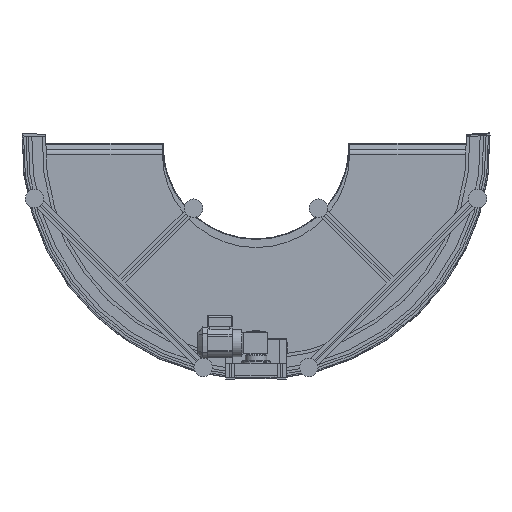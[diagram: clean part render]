
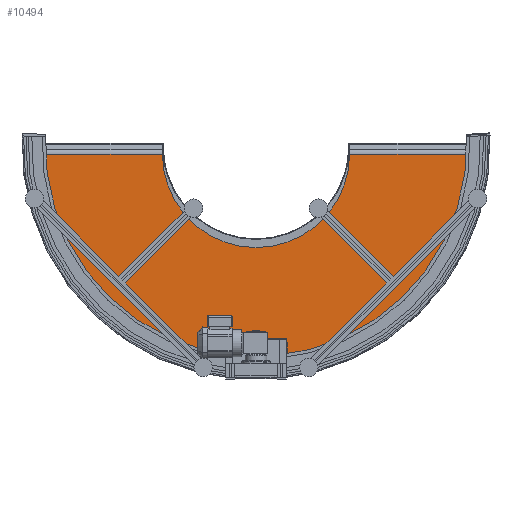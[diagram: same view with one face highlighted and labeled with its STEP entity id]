
A CAD part, front view. The second image highlights one B-rep face of the part: STEP entity #10494.
In plain terms, the highlighted face is planar.
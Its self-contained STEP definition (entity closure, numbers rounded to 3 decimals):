
#295=CIRCLE('',#11271,400.);
#298=CIRCLE('',#11276,900.);
#686=FACE_OUTER_BOUND('',#1291,.T.);
#1291=EDGE_LOOP('',(#6987,#6988,#6989,#6990));
#1957=LINE('',#15187,#3200);
#1958=LINE('',#15188,#3201);
#3200=VECTOR('',#12181,10.);
#3201=VECTOR('',#12182,10.);
#4438=VERTEX_POINT('',#15168);
#4439=VERTEX_POINT('',#15170);
#4442=VERTEX_POINT('',#15180);
#4443=VERTEX_POINT('',#15183);
#5440=EDGE_CURVE('',#4438,#4439,#295,.T.);
#5448=EDGE_CURVE('',#4442,#4443,#298,.T.);
#5449=EDGE_CURVE('',#4438,#4442,#1957,.T.);
#5450=EDGE_CURVE('',#4439,#4443,#1958,.T.);
#6987=ORIENTED_EDGE('',*,*,#5449,.T.);
#6988=ORIENTED_EDGE('',*,*,#5448,.T.);
#6989=ORIENTED_EDGE('',*,*,#5450,.F.);
#6990=ORIENTED_EDGE('',*,*,#5440,.F.);
#10035=PLANE('',#11277);
#10494=ADVANCED_FACE('',(#686),#10035,.T.);
#11271=AXIS2_PLACEMENT_3D('',#15171,#12162,#12163);
#11276=AXIS2_PLACEMENT_3D('',#15185,#12177,#12178);
#11277=AXIS2_PLACEMENT_3D('',#15186,#12179,#12180);
#12162=DIRECTION('center_axis',(0.,0.,-1.));
#12163=DIRECTION('ref_axis',(1.,0.,0.));
#12177=DIRECTION('center_axis',(0.,0.,-1.));
#12178=DIRECTION('ref_axis',(1.,0.,0.));
#12179=DIRECTION('center_axis',(0.,0.,-1.));
#12180=DIRECTION('ref_axis',(-1.,0.,0.));
#12181=DIRECTION('',(1.,0.,0.));
#12182=DIRECTION('',(-1.,0.,0.));
#15168=CARTESIAN_POINT('',(400.,-35.,-65.6));
#15170=CARTESIAN_POINT('',(-400.,-35.,-65.6));
#15171=CARTESIAN_POINT('Origin',(0.,-35.,
-65.6));
#15180=CARTESIAN_POINT('',(900.,-35.,-65.6));
#15183=CARTESIAN_POINT('',(-900.,-35.,-65.6));
#15185=CARTESIAN_POINT('Origin',(0.,-35.,
-65.6));
#15186=CARTESIAN_POINT('Origin',(400.,-35.,-65.6));
#15187=CARTESIAN_POINT('',(400.,-35.,-65.6));
#15188=CARTESIAN_POINT('',(-400.,-35.,-65.6));
